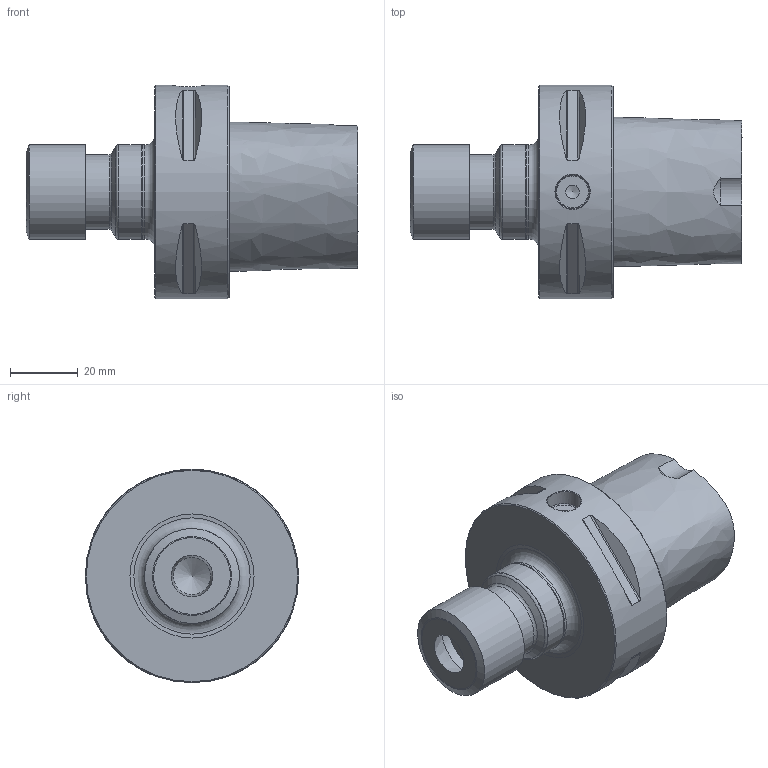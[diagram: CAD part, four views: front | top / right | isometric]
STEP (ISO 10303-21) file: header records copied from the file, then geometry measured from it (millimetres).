
FILE_DESCRIPTION(/* description */ (''),/* implementation_level */ '2;1');
FILE_NAME(/* name */ 'AC6-ER-16-060.stp',/* time_stamp */ '2024-12-13T11:21:09+03:00',/* author */ (''),/* organization */ (''),/* preprocessor_version */ 'ST-DEVELOPER v19.4',/* originating_system */ 'SIEMENS PLM Software NX2306.9102',/* authorisation */ '');
FILE_SCHEMA (('AUTOMOTIVE_DESIGN { 1 0 10303 214 3 1 1 1 }'));
Length unit declared in the file: millimetre
Products named in the file (1): AC6-ER-16-060-Light Step-Dxf_objects
Bounding box: 98 x 63 x 63 mm (x, y, z)
Volume: 137216.2 mm3; surface area: 20976.7 mm2
Topology: 1 solids, 1 shells, 56 faces, 123 edges, 77 vertices
Faces by surface type: plane 19, cylinder 18, cone 12, torus 5, bspline 2
Full cylindrical faces by diameter (mm): 4 x1, 10 x1, 11 x1, 20.5 x1, 22 x1, 27.8 x1, 28 x2, 63 x1
Entity records: 2103 total; most frequent: CARTESIAN_POINT 1013, DIRECTION 214, ORIENTED_EDGE 172, AXIS2_PLACEMENT_3D 95, EDGE_LOOP 92, EDGE_CURVE 86, FACE_BOUND 71, VERTEX_POINT 70
